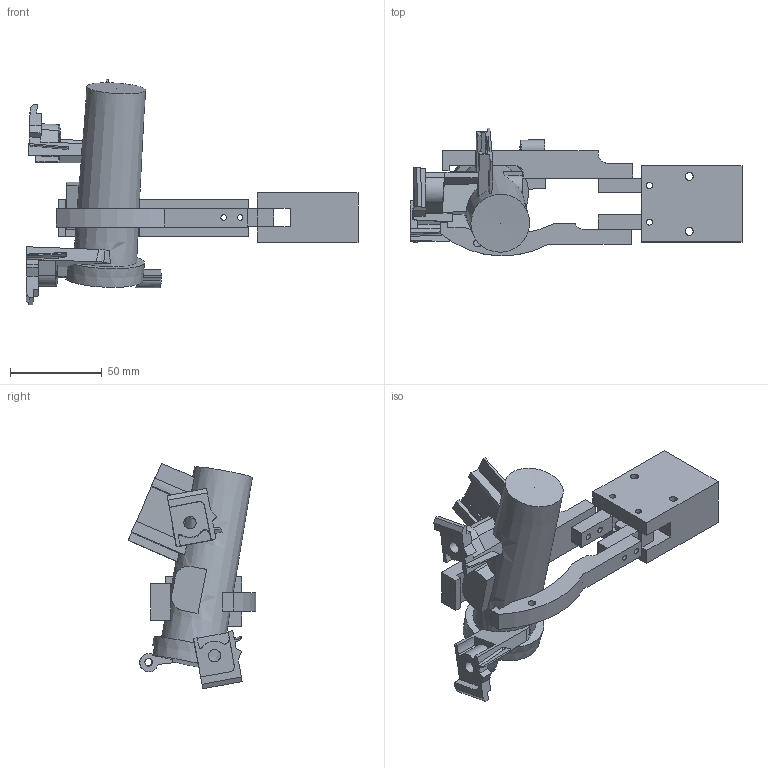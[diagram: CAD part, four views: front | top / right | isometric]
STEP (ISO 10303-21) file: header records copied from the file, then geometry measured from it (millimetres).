
FILE_DESCRIPTION(/* description */ (''),/* implementation_level */ '2;1');
FILE_NAME(/* name */ '32zp.stp',/* time_stamp */ '2019-05-31T11:07:23+08:00',/* author */ (''),/* organization */ (''),/* preprocessor_version */ 'ST-DEVELOPER v16',/* originating_system */ 'SIEMENS PLM Software NX 10.0',/* authorisation */ '');
FILE_SCHEMA (('AUTOMOTIVE_DESIGN { 1 0 10303 214 3 1 1 1 }'));
Length unit declared in the file: millimetre
Products named in the file (1): hp0834EA09cefr
Bounding box: 181.14 x 69.71 x 123.04 mm (x, y, z)
Volume: 210606.2 mm3; surface area: 54098.7 mm2
Topology: 6 solids, 6 shells, 238 faces, 673 edges, 450 vertices
Faces by surface type: plane 176, cylinder 55, cone 4, bspline 3
Full cylindrical faces by diameter (mm): 3 x4, 3.3 x10, 4.181 x1, 4.2 x4, 4.3 x2, 6.728 x2
Entity records: 7953 total; most frequent: CARTESIAN_POINT 1753, ORIENTED_EDGE 1254, DIRECTION 1240, EDGE_CURVE 627, LINE 448, VECTOR 448, VERTEX_POINT 432, AXIS2_PLACEMENT_3D 396
